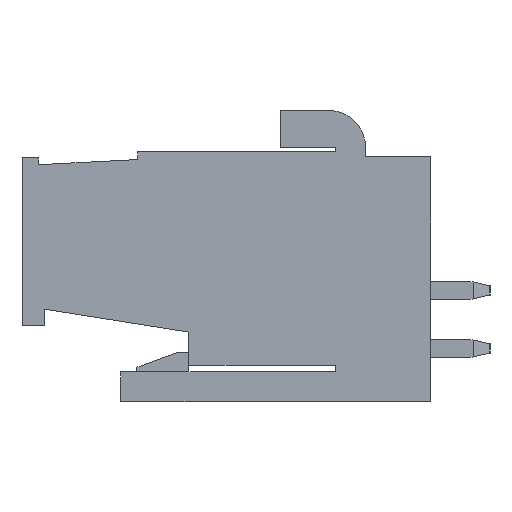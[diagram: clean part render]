
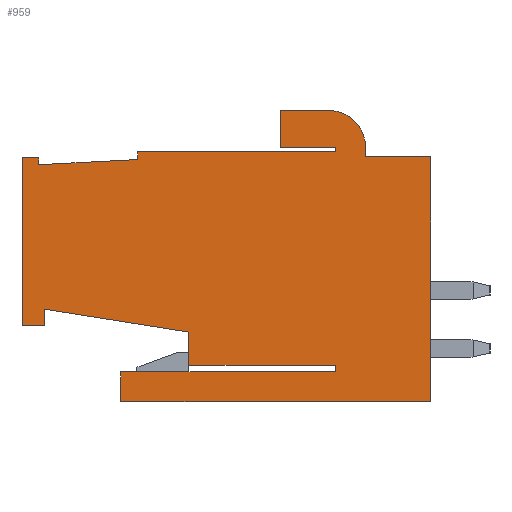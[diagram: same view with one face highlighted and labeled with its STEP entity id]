
A CAD part, left-side view. The second image highlights one B-rep face of the part: STEP entity #959.
In plain terms, the highlighted planar face has unit normal (-1, 0, 0).
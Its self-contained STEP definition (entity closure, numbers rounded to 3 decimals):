
#487=AXIS2_PLACEMENT_3D('Circle Axis2P3D',#485,#486,$) ;
#857=AXIS2_PLACEMENT_3D('Plane Axis2P3D',#854,#855,#856) ;
#40=CARTESIAN_POINT('Vertex',(-14.615,0.,13.2)) ;
#45=CARTESIAN_POINT('Line Origine',(-14.615,-1.755,13.2)) ;
#49=CARTESIAN_POINT('Vertex',(-14.615,-3.51,13.2)) ;
#136=CARTESIAN_POINT('Vertex',(-14.615,0.,13.7)) ;
#139=CARTESIAN_POINT('Line Origine',(-14.615,0.,13.45)) ;
#482=CARTESIAN_POINT('Vertex',(-14.615,2.,15.7)) ;
#485=CARTESIAN_POINT('Axis2P3D Location',(-14.615,2.,13.7)) ;
#513=CARTESIAN_POINT('Vertex',(-14.615,4.6,15.7)) ;
#516=CARTESIAN_POINT('Line Origine',(-14.615,3.3,15.7)) ;
#544=CARTESIAN_POINT('Vertex',(-14.615,4.6,13.7)) ;
#547=CARTESIAN_POINT('Line Origine',(-14.615,4.6,14.7)) ;
#575=CARTESIAN_POINT('Vertex',(-14.615,1.63,13.7)) ;
#578=CARTESIAN_POINT('Line Origine',(-14.615,3.115,13.7)) ;
#608=CARTESIAN_POINT('Vertex',(-14.615,1.63,1.6)) ;
#611=CARTESIAN_POINT('Line Origine',(-14.615,1.63,1.773)) ;
#615=CARTESIAN_POINT('Vertex',(-14.615,1.63,1.947)) ;
#630=CARTESIAN_POINT('Line Origine',(-14.615,1.63,13.588)) ;
#634=CARTESIAN_POINT('Vertex',(-14.615,1.63,13.477)) ;
#672=CARTESIAN_POINT('Vertex',(-14.615,13.2,1.6)) ;
#675=CARTESIAN_POINT('Line Origine',(-14.615,7.415,1.6)) ;
#737=CARTESIAN_POINT('Vertex',(-14.615,13.2,0.)) ;
#740=CARTESIAN_POINT('Line Origine',(-14.615,13.2,0.8)) ;
#761=CARTESIAN_POINT('Vertex',(-14.615,-3.51,0.)) ;
#766=CARTESIAN_POINT('Line Origine',(-14.615,4.845,0.)) ;
#820=CARTESIAN_POINT('Line Origine',(-14.615,-3.51,6.6)) ;
#854=CARTESIAN_POINT('Axis2P3D Location',(-14.615,0.,0.)) ;
#859=CARTESIAN_POINT('Line Origine',(-14.615,6.965,13.477)) ;
#863=CARTESIAN_POINT('Vertex',(-14.615,12.3,13.477)) ;
#866=CARTESIAN_POINT('Line Origine',(-14.615,12.3,13.264)) ;
#870=CARTESIAN_POINT('Vertex',(-14.615,12.3,13.052)) ;
#873=CARTESIAN_POINT('Line Origine',(-14.615,14.965,12.912)) ;
#877=CARTESIAN_POINT('Vertex',(-14.615,17.63,12.772)) ;
#880=CARTESIAN_POINT('Line Origine',(-14.615,17.63,12.96)) ;
#884=CARTESIAN_POINT('Vertex',(-14.615,17.63,13.147)) ;
#887=CARTESIAN_POINT('Line Origine',(-14.615,18.08,13.147)) ;
#891=CARTESIAN_POINT('Vertex',(-14.615,18.53,13.147)) ;
#894=CARTESIAN_POINT('Line Origine',(-14.615,18.53,8.612)) ;
#898=CARTESIAN_POINT('Vertex',(-14.615,18.53,4.077)) ;
#901=CARTESIAN_POINT('Line Origine',(-14.615,17.93,4.077)) ;
#905=CARTESIAN_POINT('Vertex',(-14.615,17.33,4.077)) ;
#908=CARTESIAN_POINT('Line Origine',(-14.615,17.33,4.529)) ;
#912=CARTESIAN_POINT('Vertex',(-14.615,17.33,4.982)) ;
#915=CARTESIAN_POINT('Line Origine',(-14.615,13.43,4.364)) ;
#919=CARTESIAN_POINT('Vertex',(-14.615,9.53,3.747)) ;
#922=CARTESIAN_POINT('Line Origine',(-14.615,9.53,2.847)) ;
#926=CARTESIAN_POINT('Vertex',(-14.615,9.53,1.947)) ;
#929=CARTESIAN_POINT('Line Origine',(-14.615,5.58,1.947)) ;
#46=DIRECTION('Vector Direction',(0.,-1.,0.)) ;
#140=DIRECTION('Vector Direction',(0.,0.,-1.)) ;
#486=DIRECTION('Axis2P3D Direction',(-1.,0.,0.)) ;
#517=DIRECTION('Vector Direction',(0.,-1.,0.)) ;
#548=DIRECTION('Vector Direction',(0.,0.,1.)) ;
#579=DIRECTION('Vector Direction',(0.,1.,0.)) ;
#612=DIRECTION('Vector Direction',(0.,0.,1.)) ;
#631=DIRECTION('Vector Direction',(0.,0.,1.)) ;
#676=DIRECTION('Vector Direction',(0.,-1.,0.)) ;
#741=DIRECTION('Vector Direction',(0.,0.,1.)) ;
#767=DIRECTION('Vector Direction',(0.,1.,0.)) ;
#821=DIRECTION('Vector Direction',(0.,0.,-1.)) ;
#855=DIRECTION('Axis2P3D Direction',(-1.,0.,0.)) ;
#856=DIRECTION('Axis2P3D XDirection',(0.,-1.,0.)) ;
#860=DIRECTION('Vector Direction',(0.,-1.,0.)) ;
#867=DIRECTION('Vector Direction',(0.,0.,-1.)) ;
#874=DIRECTION('Vector Direction',(0.,0.999,-0.052)) ;
#881=DIRECTION('Vector Direction',(0.,0.,-1.)) ;
#888=DIRECTION('Vector Direction',(0.,-1.,0.)) ;
#895=DIRECTION('Vector Direction',(0.,0.,1.)) ;
#902=DIRECTION('Vector Direction',(0.,1.,0.)) ;
#909=DIRECTION('Vector Direction',(0.,0.,-1.)) ;
#916=DIRECTION('Vector Direction',(0.,0.988,0.156)) ;
#923=DIRECTION('Vector Direction',(0.,0.,1.)) ;
#930=DIRECTION('Vector Direction',(0.,-1.,0.)) ;
#47=VECTOR('Line Direction',#46,1.) ;
#141=VECTOR('Line Direction',#140,1.) ;
#518=VECTOR('Line Direction',#517,1.) ;
#549=VECTOR('Line Direction',#548,1.) ;
#580=VECTOR('Line Direction',#579,1.) ;
#613=VECTOR('Line Direction',#612,1.) ;
#632=VECTOR('Line Direction',#631,1.) ;
#677=VECTOR('Line Direction',#676,1.) ;
#742=VECTOR('Line Direction',#741,1.) ;
#768=VECTOR('Line Direction',#767,1.) ;
#822=VECTOR('Line Direction',#821,1.) ;
#861=VECTOR('Line Direction',#860,1.) ;
#868=VECTOR('Line Direction',#867,1.) ;
#875=VECTOR('Line Direction',#874,1.) ;
#882=VECTOR('Line Direction',#881,1.) ;
#889=VECTOR('Line Direction',#888,1.) ;
#896=VECTOR('Line Direction',#895,1.) ;
#903=VECTOR('Line Direction',#902,1.) ;
#910=VECTOR('Line Direction',#909,1.) ;
#917=VECTOR('Line Direction',#916,1.) ;
#924=VECTOR('Line Direction',#923,1.) ;
#931=VECTOR('Line Direction',#930,1.) ;
#935=ORIENTED_EDGE('',*,*,#51,.T.) ;
#936=ORIENTED_EDGE('',*,*,#143,.T.) ;
#937=ORIENTED_EDGE('',*,*,#489,.T.) ;
#938=ORIENTED_EDGE('',*,*,#520,.T.) ;
#939=ORIENTED_EDGE('',*,*,#551,.T.) ;
#940=ORIENTED_EDGE('',*,*,#582,.T.) ;
#941=ORIENTED_EDGE('',*,*,#636,.T.) ;
#942=ORIENTED_EDGE('',*,*,#865,.F.) ;
#943=ORIENTED_EDGE('',*,*,#872,.F.) ;
#944=ORIENTED_EDGE('',*,*,#879,.F.) ;
#945=ORIENTED_EDGE('',*,*,#886,.F.) ;
#946=ORIENTED_EDGE('',*,*,#893,.F.) ;
#947=ORIENTED_EDGE('',*,*,#900,.F.) ;
#948=ORIENTED_EDGE('',*,*,#907,.F.) ;
#949=ORIENTED_EDGE('',*,*,#914,.F.) ;
#950=ORIENTED_EDGE('',*,*,#921,.F.) ;
#951=ORIENTED_EDGE('',*,*,#928,.F.) ;
#952=ORIENTED_EDGE('',*,*,#933,.F.) ;
#953=ORIENTED_EDGE('',*,*,#617,.T.) ;
#954=ORIENTED_EDGE('',*,*,#679,.T.) ;
#955=ORIENTED_EDGE('',*,*,#744,.T.) ;
#956=ORIENTED_EDGE('',*,*,#770,.T.) ;
#957=ORIENTED_EDGE('',*,*,#824,.T.) ;
#959=ADVANCED_FACE('PartBody',(#958),#858,.T.) ;
#488=CIRCLE('generated circle',#487,2.) ;
#51=EDGE_CURVE('',#50,#41,#48,.F.) ;
#143=EDGE_CURVE('',#41,#137,#142,.F.) ;
#489=EDGE_CURVE('',#137,#483,#488,.T.) ;
#520=EDGE_CURVE('',#483,#514,#519,.F.) ;
#551=EDGE_CURVE('',#514,#545,#550,.F.) ;
#582=EDGE_CURVE('',#545,#576,#581,.F.) ;
#617=EDGE_CURVE('',#616,#609,#614,.F.) ;
#636=EDGE_CURVE('',#576,#635,#633,.F.) ;
#679=EDGE_CURVE('',#609,#673,#678,.F.) ;
#744=EDGE_CURVE('',#673,#738,#743,.F.) ;
#770=EDGE_CURVE('',#738,#762,#769,.F.) ;
#824=EDGE_CURVE('',#762,#50,#823,.F.) ;
#865=EDGE_CURVE('',#864,#635,#862,.T.) ;
#872=EDGE_CURVE('',#871,#864,#869,.F.) ;
#879=EDGE_CURVE('',#878,#871,#876,.F.) ;
#886=EDGE_CURVE('',#885,#878,#883,.T.) ;
#893=EDGE_CURVE('',#892,#885,#890,.T.) ;
#900=EDGE_CURVE('',#899,#892,#897,.T.) ;
#907=EDGE_CURVE('',#906,#899,#904,.T.) ;
#914=EDGE_CURVE('',#913,#906,#911,.T.) ;
#921=EDGE_CURVE('',#920,#913,#918,.T.) ;
#928=EDGE_CURVE('',#927,#920,#925,.T.) ;
#933=EDGE_CURVE('',#616,#927,#932,.F.) ;
#934=EDGE_LOOP('',(#935,#936,#937,#938,#939,#940,#941,#942,#943,#944,#945,#946,#947,#948,#949,#950,#951,#952,#953,#954,#955,#956,#957)) ;
#958=FACE_OUTER_BOUND('',#934,.T.) ;
#48=LINE('Line',#45,#47) ;
#142=LINE('Line',#139,#141) ;
#519=LINE('Line',#516,#518) ;
#550=LINE('Line',#547,#549) ;
#581=LINE('Line',#578,#580) ;
#614=LINE('Line',#611,#613) ;
#633=LINE('Line',#630,#632) ;
#678=LINE('Line',#675,#677) ;
#743=LINE('Line',#740,#742) ;
#769=LINE('Line',#766,#768) ;
#823=LINE('Line',#820,#822) ;
#862=LINE('Line',#859,#861) ;
#869=LINE('Line',#866,#868) ;
#876=LINE('Line',#873,#875) ;
#883=LINE('Line',#880,#882) ;
#890=LINE('Line',#887,#889) ;
#897=LINE('Line',#894,#896) ;
#904=LINE('Line',#901,#903) ;
#911=LINE('Line',#908,#910) ;
#918=LINE('Line',#915,#917) ;
#925=LINE('Line',#922,#924) ;
#932=LINE('Line',#929,#931) ;
#858=PLANE('',#857) ;
#41=VERTEX_POINT('',#40) ;
#50=VERTEX_POINT('',#49) ;
#137=VERTEX_POINT('',#136) ;
#483=VERTEX_POINT('',#482) ;
#514=VERTEX_POINT('',#513) ;
#545=VERTEX_POINT('',#544) ;
#576=VERTEX_POINT('',#575) ;
#609=VERTEX_POINT('',#608) ;
#616=VERTEX_POINT('',#615) ;
#635=VERTEX_POINT('',#634) ;
#673=VERTEX_POINT('',#672) ;
#738=VERTEX_POINT('',#737) ;
#762=VERTEX_POINT('',#761) ;
#864=VERTEX_POINT('',#863) ;
#871=VERTEX_POINT('',#870) ;
#878=VERTEX_POINT('',#877) ;
#885=VERTEX_POINT('',#884) ;
#892=VERTEX_POINT('',#891) ;
#899=VERTEX_POINT('',#898) ;
#906=VERTEX_POINT('',#905) ;
#913=VERTEX_POINT('',#912) ;
#920=VERTEX_POINT('',#919) ;
#927=VERTEX_POINT('',#926) ;
